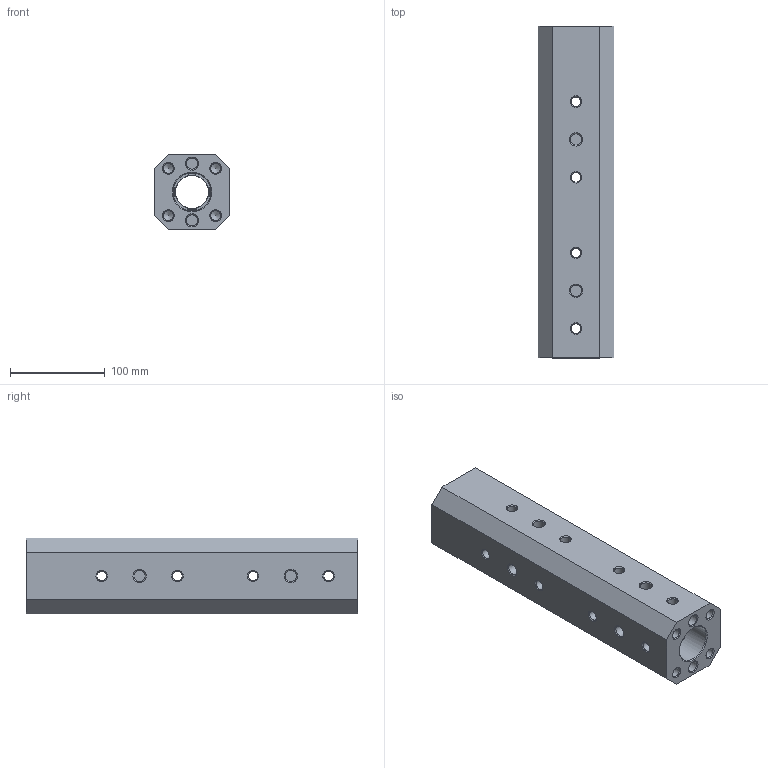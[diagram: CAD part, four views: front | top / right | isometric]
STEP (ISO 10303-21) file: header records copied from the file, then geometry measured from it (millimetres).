
FILE_DESCRIPTION( ( 'Unknown' ), '1' );
FILE_NAME( '1-SVFX-5030-080-1.stp', 'Unknown', ( 'Unknown' ), ( 'Unknown' ), 'PSStep 17.0.49', 'Unknown', ' ' );
FILE_SCHEMA( ( 'AUTOMOTIVE_DESIGN { 1 0 10303 214 1 1 1 1 }' ) );
Length unit declared in the file: millimetre
Products named in the file (1): 1
Bounding box: 80 x 351 x 80 mm (x, y, z)
Volume: 1663163.1 mm3; surface area: 171706.6 mm2
Topology: 1 solids, 1 shells, 133 faces, 332 edges, 207 vertices
Faces by surface type: cone 46, cylinder 39, plane 33, bspline 15
Full cylindrical faces by diameter (mm): 10.2 x24, 12 x12, 35 x1, 40 x2
Entity records: 5938 total; most frequent: CARTESIAN_POINT 2346, DIRECTION 488, ORIENTED_EDGE 382, EDGE_LOOP 270, AXIS2_PLACEMENT_3D 225, EDGE_CURVE 191, FACE_OUTER_BOUND 181, VERTEX_POINT 171
